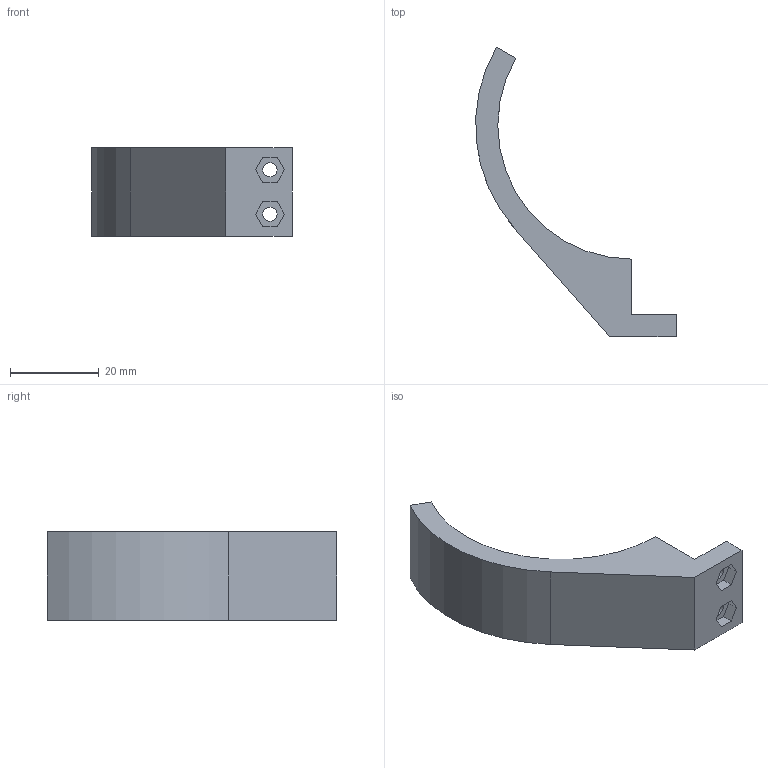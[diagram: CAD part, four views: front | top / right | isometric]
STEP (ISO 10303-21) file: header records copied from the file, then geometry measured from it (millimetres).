
FILE_DESCRIPTION((''),'2;1');
FILE_NAME('CLIP.ipt.step','2013-12-08T06:21:58',(''),(''),'Autodesk Inventor 2013','Autodesk Inventor 2013','');
FILE_SCHEMA(('AUTOMOTIVE_DESIGN { 1 0 10303 214 1 1 1 1 }'));
Length unit declared in the file: millimetre
Products named in the file (1): CLIP
Bounding box: 45.1 x 65.24 x 20 mm (x, y, z)
Volume: 10966.7 mm3; surface area: 4969.2 mm2
Topology: 1 solids, 1 shells, 26 faces, 66 edges, 44 vertices
Faces by surface type: plane 22, cylinder 4
Full cylindrical faces by diameter (mm): 3.2 x2
Entity records: 802 total; most frequent: CARTESIAN_POINT 135, ORIENTED_EDGE 128, DIRECTION 126, EDGE_CURVE 64, VECTOR 56, LINE 56, VERTEX_POINT 44, AXIS2_PLACEMENT_3D 35
